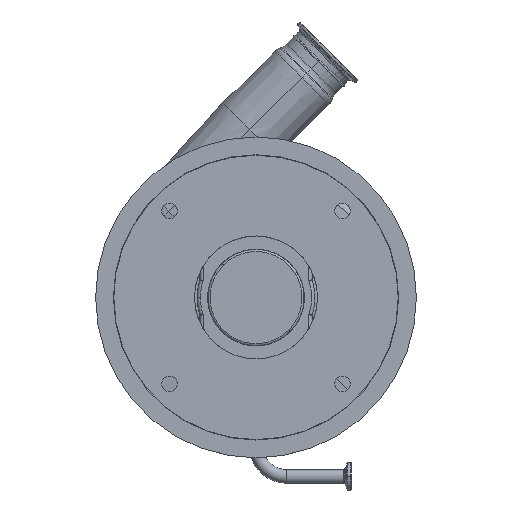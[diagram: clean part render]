
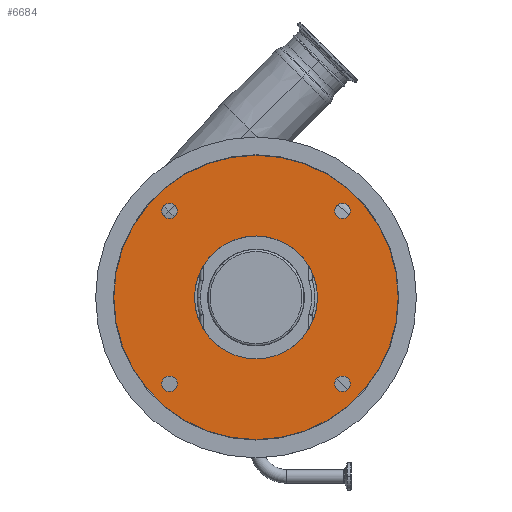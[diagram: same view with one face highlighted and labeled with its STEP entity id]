
A CAD part, top view. The second image highlights one B-rep face of the part: STEP entity #6684.
In plain terms, the highlighted planar face has unit normal (0, 0, 1).
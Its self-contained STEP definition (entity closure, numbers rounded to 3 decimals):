
#9 = CARTESIAN_POINT ( 'NONE',  ( 88.072, -80.822, 189.5 ) ) ;
#309 = CIRCLE ( 'NONE', #560, 7.25 ) ;
#419 = EDGE_CURVE ( 'NONE', #11967, #7350, #3127, .T. ) ;
#560 = AXIS2_PLACEMENT_3D ( 'NONE', #13613, #10932, #4550 ) ;
#680 = ORIENTED_EDGE ( 'NONE', *, *, #2280, .F. ) ;
#955 = DIRECTION ( 'NONE',  ( 1., 0., 0. ) ) ;
#958 = EDGE_CURVE ( 'NONE', #4881, #15851, #15369, .T. ) ;
#1148 = DIRECTION ( 'NONE',  ( 0., 0., 1. ) ) ;
#1334 = AXIS2_PLACEMENT_3D ( 'NONE', #10368, #9781, #955 ) ;
#1385 = CARTESIAN_POINT ( 'NONE',  ( -80.822, -80.822, 189.5 ) ) ;
#1427 = DIRECTION ( 'NONE',  ( 1., 0., 0. ) ) ;
#1708 = CARTESIAN_POINT ( 'NONE',  ( -88.072, -80.822, 189.5 ) ) ;
#1962 = CIRCLE ( 'NONE', #14199, 57.5 ) ;
#1969 = DIRECTION ( 'NONE',  ( 1., 0., 0. ) ) ;
#1999 = ORIENTED_EDGE ( 'NONE', *, *, #6962, .F. ) ;
#2238 = ORIENTED_EDGE ( 'NONE', *, *, #4274, .T. ) ;
#2280 = EDGE_CURVE ( 'NONE', #15851, #4881, #309, .T. ) ;
#2370 = VERTEX_POINT ( 'NONE', #13851 ) ;
#2512 = EDGE_LOOP ( 'NONE', ( #680, #9031 ) ) ;
#2539 = DIRECTION ( 'NONE',  ( 1., 0., 0. ) ) ;
#2693 = DIRECTION ( 'NONE',  ( 1., 0., 0. ) ) ;
#2769 = DIRECTION ( 'NONE',  ( 0., 0., 1. ) ) ;
#3111 = CARTESIAN_POINT ( 'NONE',  ( -88.072, 80.822, 189.5 ) ) ;
#3127 = CIRCLE ( 'NONE', #15876, 7.25 ) ;
#3180 = FACE_BOUND ( 'NONE', #13622, .T. ) ;
#3263 = FACE_BOUND ( 'NONE', #6347, .T. ) ;
#3301 = CARTESIAN_POINT ( 'NONE',  ( 88.072, 80.822, 189.5 ) ) ;
#3540 = CARTESIAN_POINT ( 'NONE',  ( 73.572, 80.822, 189.5 ) ) ;
#3546 = EDGE_LOOP ( 'NONE', ( #3723, #13609 ) ) ;
#3723 = ORIENTED_EDGE ( 'NONE', *, *, #7182, .F. ) ;
#3898 = CARTESIAN_POINT ( 'NONE',  ( 0., 0., 189.5 ) ) ;
#4011 = AXIS2_PLACEMENT_3D ( 'NONE', #6580, #2769, #12721 ) ;
#4274 = EDGE_CURVE ( 'NONE', #2370, #7282, #12857, .T. ) ;
#4550 = DIRECTION ( 'NONE',  ( 1., 0., 0. ) ) ;
#4881 = VERTEX_POINT ( 'NONE', #3540 ) ;
#4967 = CIRCLE ( 'NONE', #15885, 132.95 ) ;
#4969 = AXIS2_PLACEMENT_3D ( 'NONE', #10402, #11389, #1427 ) ;
#5229 = DIRECTION ( 'NONE',  ( 0., 0., 1. ) ) ;
#5306 = CIRCLE ( 'NONE', #4011, 7.25 ) ;
#5387 = CARTESIAN_POINT ( 'NONE',  ( 80.822, -80.822, 189.5 ) ) ;
#5458 = DIRECTION ( 'NONE',  ( 1., 0., 0. ) ) ;
#5751 = CARTESIAN_POINT ( 'NONE',  ( 132.95, 0., 189.5 ) ) ;
#5778 = FACE_OUTER_BOUND ( 'NONE', #8604, .T. ) ;
#6248 = ORIENTED_EDGE ( 'NONE', *, *, #9932, .F. ) ;
#6347 = EDGE_LOOP ( 'NONE', ( #11861, #8817 ) ) ;
#6492 = ORIENTED_EDGE ( 'NONE', *, *, #11916, .F. ) ;
#6580 = CARTESIAN_POINT ( 'NONE',  ( -80.822, 80.822, 189.5 ) ) ;
#6684 = ADVANCED_FACE ( 'NONE', ( #5778, #3180, #3263, #12088, #8184, #10791 ), #6916, .T. ) ;
#6695 = DIRECTION ( 'NONE',  ( 0., 0., 1. ) ) ;
#6877 = ORIENTED_EDGE ( 'NONE', *, *, #9017, .F. ) ;
#6916 = PLANE ( 'NONE',  #8603 ) ;
#6962 = EDGE_CURVE ( 'NONE', #14773, #12337, #15661, .T. ) ;
#7182 = EDGE_CURVE ( 'NONE', #10956, #10972, #15673, .T. ) ;
#7282 = VERTEX_POINT ( 'NONE', #5751 ) ;
#7350 = VERTEX_POINT ( 'NONE', #11640 ) ;
#7437 = CARTESIAN_POINT ( 'NONE',  ( 80.822, -80.822, 189.5 ) ) ;
#7441 = ORIENTED_EDGE ( 'NONE', *, *, #15148, .T. ) ;
#7454 = DIRECTION ( 'NONE',  ( 0., 0., 1. ) ) ;
#7503 = DIRECTION ( 'NONE',  ( 1., 0., 0. ) ) ;
#7663 = AXIS2_PLACEMENT_3D ( 'NONE', #10571, #6695, #5458 ) ;
#7884 = AXIS2_PLACEMENT_3D ( 'NONE', #7437, #1148, #2539 ) ;
#8023 = DIRECTION ( 'NONE',  ( 1., 0., 0. ) ) ;
#8184 = FACE_BOUND ( 'NONE', #2512, .T. ) ;
#8198 = EDGE_LOOP ( 'NONE', ( #1999, #6877 ) ) ;
#8365 = CIRCLE ( 'NONE', #15623, 7.25 ) ;
#8603 = AXIS2_PLACEMENT_3D ( 'NONE', #13129, #10871, #1969 ) ;
#8604 = EDGE_LOOP ( 'NONE', ( #7441, #2238 ) ) ;
#8817 = ORIENTED_EDGE ( 'NONE', *, *, #419, .F. ) ;
#8921 = CARTESIAN_POINT ( 'NONE',  ( -57.5, 0., 189.5 ) ) ;
#9017 = EDGE_CURVE ( 'NONE', #12337, #14773, #10190, .T. ) ;
#9024 = DIRECTION ( 'NONE',  ( 1., 0., 0. ) ) ;
#9026 = EDGE_CURVE ( 'NONE', #7350, #11967, #9945, .T. ) ;
#9031 = ORIENTED_EDGE ( 'NONE', *, *, #958, .F. ) ;
#9781 = DIRECTION ( 'NONE',  ( 0., 0., 1. ) ) ;
#9932 = EDGE_CURVE ( 'NONE', #15083, #11476, #8365, .T. ) ;
#9945 = CIRCLE ( 'NONE', #4969, 7.25 ) ;
#10190 = CIRCLE ( 'NONE', #12284, 7.25 ) ;
#10237 = CARTESIAN_POINT ( 'NONE',  ( 0., 0., 189.5 ) ) ;
#10368 = CARTESIAN_POINT ( 'NONE',  ( 80.822, 80.822, 189.5 ) ) ;
#10402 = CARTESIAN_POINT ( 'NONE',  ( -80.822, -80.822, 189.5 ) ) ;
#10571 = CARTESIAN_POINT ( 'NONE',  ( 0., 0., 189.5 ) ) ;
#10705 = DIRECTION ( 'NONE',  ( 1., 0., 0. ) ) ;
#10791 = FACE_BOUND ( 'NONE', #3546, .T. ) ;
#10871 = DIRECTION ( 'NONE',  ( 0., 0., 1. ) ) ;
#10932 = DIRECTION ( 'NONE',  ( 0., 0., 1. ) ) ;
#10956 = VERTEX_POINT ( 'NONE', #12585 ) ;
#10972 = VERTEX_POINT ( 'NONE', #8921 ) ;
#11389 = DIRECTION ( 'NONE',  ( 0., 0., 1. ) ) ;
#11476 = VERTEX_POINT ( 'NONE', #3111 ) ;
#11613 = DIRECTION ( 'NONE',  ( 0., 0., 1. ) ) ;
#11640 = CARTESIAN_POINT ( 'NONE',  ( -73.572, -80.822, 189.5 ) ) ;
#11861 = ORIENTED_EDGE ( 'NONE', *, *, #9026, .F. ) ;
#11916 = EDGE_CURVE ( 'NONE', #11476, #15083, #5306, .T. ) ;
#11967 = VERTEX_POINT ( 'NONE', #1708 ) ;
#12088 = FACE_BOUND ( 'NONE', #8198, .T. ) ;
#12284 = AXIS2_PLACEMENT_3D ( 'NONE', #5387, #11613, #9024 ) ;
#12337 = VERTEX_POINT ( 'NONE', #12460 ) ;
#12460 = CARTESIAN_POINT ( 'NONE',  ( 73.572, -80.822, 189.5 ) ) ;
#12582 = AXIS2_PLACEMENT_3D ( 'NONE', #3898, #13862, #2693 ) ;
#12585 = CARTESIAN_POINT ( 'NONE',  ( 57.5, 0., 189.5 ) ) ;
#12721 = DIRECTION ( 'NONE',  ( 1., 0., 0. ) ) ;
#12857 = CIRCLE ( 'NONE', #7663, 132.95 ) ;
#13129 = CARTESIAN_POINT ( 'NONE',  ( 0., 0., 189.5 ) ) ;
#13148 = EDGE_CURVE ( 'NONE', #10972, #10956, #1962, .T. ) ;
#13609 = ORIENTED_EDGE ( 'NONE', *, *, #13148, .F. ) ;
#13613 = CARTESIAN_POINT ( 'NONE',  ( 80.822, 80.822, 189.5 ) ) ;
#13617 = DIRECTION ( 'NONE',  ( 0., 0., 1. ) ) ;
#13622 = EDGE_LOOP ( 'NONE', ( #6248, #6492 ) ) ;
#13643 = DIRECTION ( 'NONE',  ( 1., 0., 0. ) ) ;
#13727 = CARTESIAN_POINT ( 'NONE',  ( 0., 0., 189.5 ) ) ;
#13851 = CARTESIAN_POINT ( 'NONE',  ( -132.95, 0., 189.5 ) ) ;
#13862 = DIRECTION ( 'NONE',  ( 0., 0., 1. ) ) ;
#14199 = AXIS2_PLACEMENT_3D ( 'NONE', #10237, #5229, #8023 ) ;
#14773 = VERTEX_POINT ( 'NONE', #9 ) ;
#15083 = VERTEX_POINT ( 'NONE', #15567 ) ;
#15148 = EDGE_CURVE ( 'NONE', #7282, #2370, #4967, .T. ) ;
#15369 = CIRCLE ( 'NONE', #1334, 7.25 ) ;
#15406 = DIRECTION ( 'NONE',  ( 0., 0., 1. ) ) ;
#15478 = CARTESIAN_POINT ( 'NONE',  ( -80.822, 80.822, 189.5 ) ) ;
#15567 = CARTESIAN_POINT ( 'NONE',  ( -73.572, 80.822, 189.5 ) ) ;
#15623 = AXIS2_PLACEMENT_3D ( 'NONE', #15478, #15406, #10705 ) ;
#15661 = CIRCLE ( 'NONE', #7884, 7.25 ) ;
#15673 = CIRCLE ( 'NONE', #12582, 57.5 ) ;
#15851 = VERTEX_POINT ( 'NONE', #3301 ) ;
#15876 = AXIS2_PLACEMENT_3D ( 'NONE', #1385, #13617, #7503 ) ;
#15885 = AXIS2_PLACEMENT_3D ( 'NONE', #13727, #7454, #13643 ) ;
